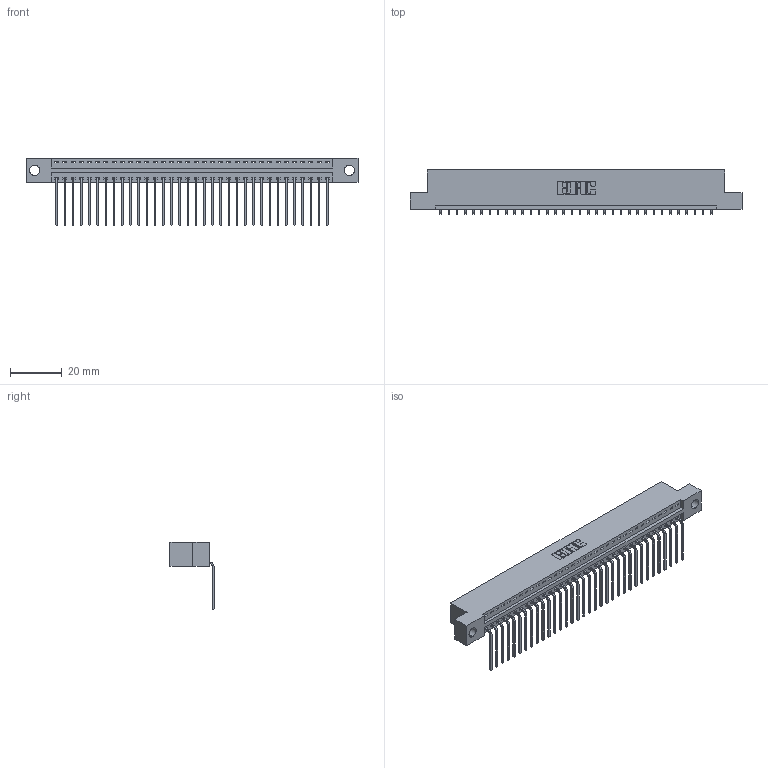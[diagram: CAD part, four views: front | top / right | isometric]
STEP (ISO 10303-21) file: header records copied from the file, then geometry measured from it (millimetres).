
FILE_DESCRIPTION (( 'STEP AP203' ), '1' );
FILE_NAME ('396-034-559-104.STEP', '2019-10-31T22:09:44', ( '' ), ( '' ), 'SwSTEP 2.0', 'SolidWorks 2016', '' );
FILE_SCHEMA (( 'CONFIG_CONTROL_DESIGN' ));
Length unit declared in the file: inch
Products named in the file (3): 346 Part_Flush Mounting Lugs - 0.156 Dia-TH; 345-292-001_558 559 Tail - 1; 396-034-559-104
Assembly tree (35 placements, depth 2):
  396-034-559-104
    346 Part_Flush Mounting Lugs - 0.156 Dia-TH
    345-292-001_558 559 Tail - 1  x34
Bounding box: 128.52 x 17.08 x 26.16 mm (x, y, z)
Volume: 12272.9 mm3; surface area: 15734 mm2
Topology: 35 solids, 35 shells, 2162 faces, 6517 edges, 4298 vertices
Faces by surface type: plane 1504, cylinder 658
Entity records: 22265 total; most frequent: CARTESIAN_POINT 3826, ORIENTED_EDGE 3794, DIRECTION 3385, EDGE_CURVE 1897, VECTOR 1629, LINE 1629, VERTEX_POINT 1262, AXIS2_PLACEMENT_3D 878
